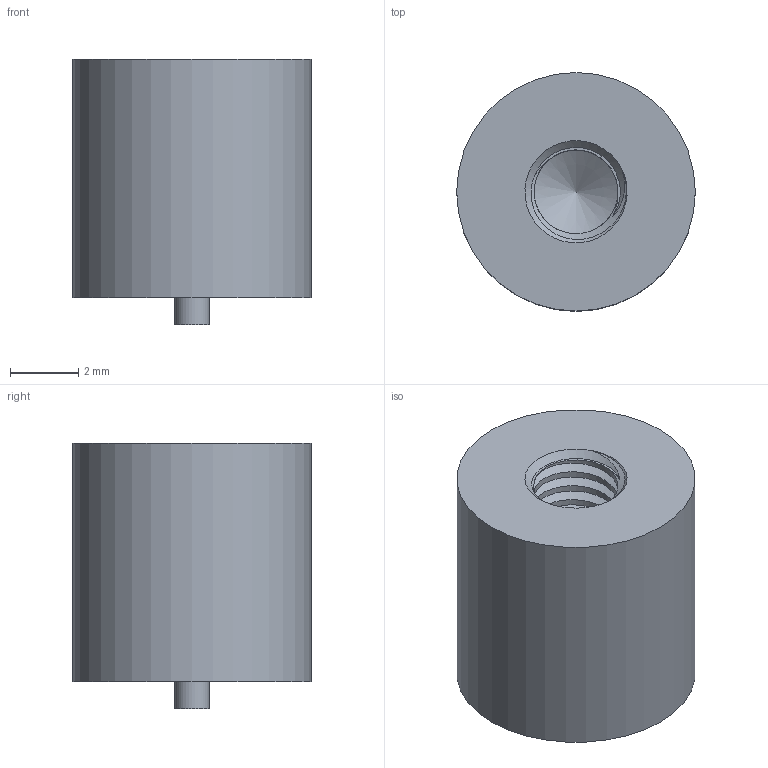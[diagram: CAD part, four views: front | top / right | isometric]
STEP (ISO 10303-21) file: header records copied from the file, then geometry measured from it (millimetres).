
FILE_DESCRIPTION(/* description */ ('Unknown'),/* implementation_level */ '2;1');
FILE_NAME(/* name */ 'MP_Wurth_WP-SMBU_7466103',/* time_stamp */ '2026-01-20T17:21:23+08:00',/* author */ ('Unknown'),/* organization */ ('Unknown'),/* preprocessor_version */ 'ST-DEVELOPER v19.4',/* originating_system */ 'Solid Edge',/* authorisation */ 'Unknown');
FILE_SCHEMA (('AUTOMOTIVE_DESIGN {1 0 10303 214 3 1 1}'));
Length unit declared in the file: millimetre
Products named in the file (2): MP_Wurth_WP-SMBU_7466103
Assembly tree (1 placements, depth 2):
  MP_Wurth_WP-SMBU_7466103
    MP_Wurth_WP-SMBU_7466103
Bounding box: 7 x 7 x 7.8 mm (x, y, z)
Volume: 243.4 mm3; surface area: 291.4 mm2
Topology: 1 solids, 1 shells, 18 faces, 43 edges, 28 vertices
Faces by surface type: cylinder 9, plane 5, bspline 2, cone 2
Full cylindrical faces by diameter (mm): 1 x1, 2.46 x7, 7 x1
Entity records: 988 total; most frequent: CARTESIAN_POINT 732, DIRECTION 43, ORIENTED_EDGE 36, AXIS2_PLACEMENT_3D 20, EDGE_CURVE 18, FACE_BOUND 18, EDGE_LOOP 17, VERTEX_POINT 14
